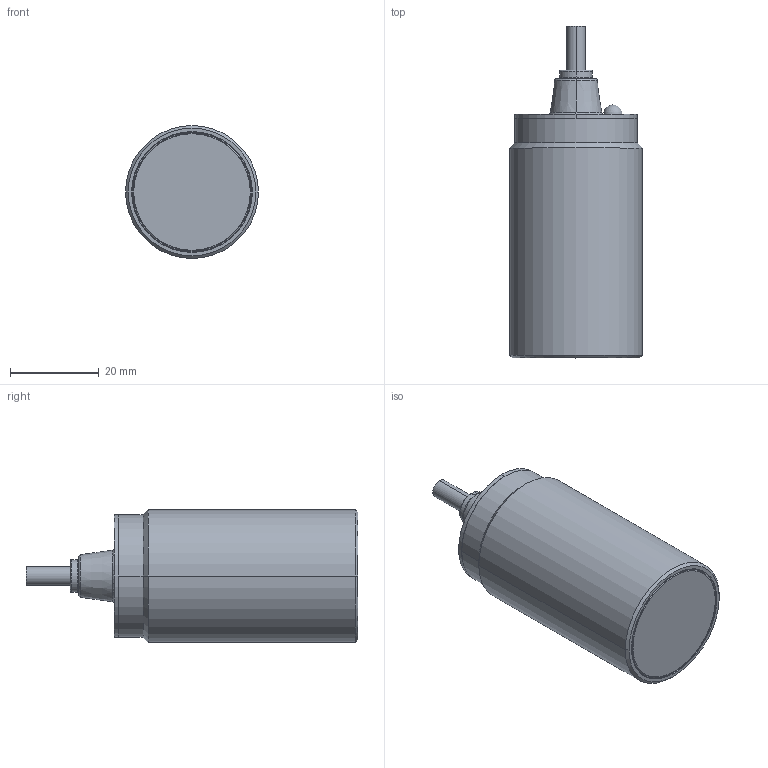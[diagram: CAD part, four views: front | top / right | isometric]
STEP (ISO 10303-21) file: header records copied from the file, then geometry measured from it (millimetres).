
FILE_DESCRIPTION((''),'2;1');
FILE_NAME('DM_CAD-6619_SW0001','2019-03-12T',('creinig-se'),(''),'PRO/ENGINEER BY PARAMETRIC TECHNOLOGY CORPORATION, 2015440','PRO/ENGINEER BY PARAMETRIC TECHNOLOGY CORPORATION, 2015440','');
FILE_SCHEMA(('CONFIG_CONTROL_DESIGN'));
Length unit declared in the file: millimetre
Products named in the file (1): DM_CAD-6619_SW0001
Bounding box: 30 x 74.9 x 30 mm (x, y, z)
Volume: 38724.6 mm3; surface area: 7361.1 mm2
Topology: 1 solids, 1 shells, 72 faces, 252 edges, 234 vertices
Faces by surface type: cylinder 23, plane 22, torus 15, cone 10, sphere 2
Entity records: 3421 total; most frequent: DIRECTION 545, CARTESIAN_POINT 463, ORIENTED_EDGE 398, AXIS2_PLACEMENT_3D 224, EDGE_CURVE 199, CIRCLE 151, VERTEX_POINT 132, PRESENTATION_STYLE_ASSIGNMENT 124
